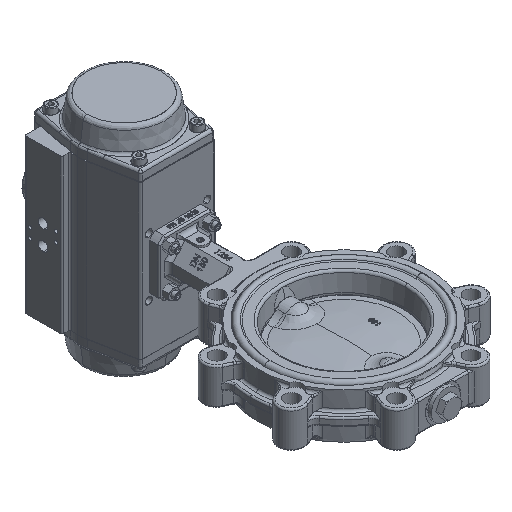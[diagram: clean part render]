
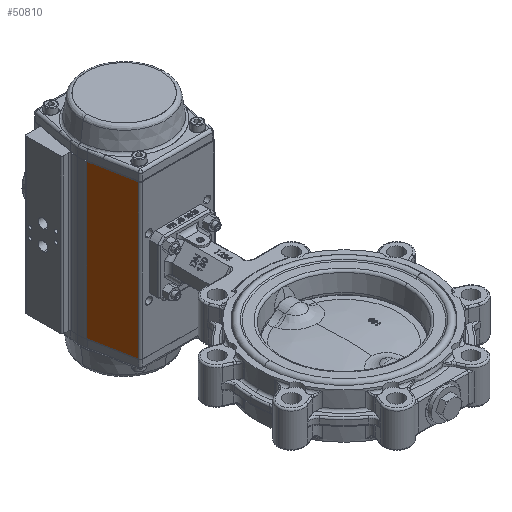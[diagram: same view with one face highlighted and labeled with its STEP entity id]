
A CAD part, isometric view. The second image highlights one B-rep face of the part: STEP entity #50810.
In plain terms, the highlighted planar face has unit normal (0.983, 0.185, 0).
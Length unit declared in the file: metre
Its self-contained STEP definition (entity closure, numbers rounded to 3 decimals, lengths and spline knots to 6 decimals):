
#1190 = DIRECTION ( 'NONE',  ( 0., 0., -1. ) ) ;
#1205 = LINE ( 'NONE', #25390, #36022 ) ;
#8552 = VERTEX_POINT ( 'NONE', #67950 ) ;
#9707 = FACE_OUTER_BOUND ( 'NONE', #34982, .T. ) ;
#16724 = EDGE_CURVE ( 'NONE', #8552, #55648, #32047, .T. ) ;
#21329 = DIRECTION ( 'NONE',  ( 0., 0., 1. ) ) ;
#22742 = VECTOR ( 'NONE', #21329, 1. ) ;
#22988 = CARTESIAN_POINT ( 'NONE',  ( -0.131049, 0.09516, 0.269002 ) ) ;
#25390 = CARTESIAN_POINT ( 'NONE',  ( -0.131049, 0.09516, 0.459002 ) ) ;
#27182 = CARTESIAN_POINT ( 'NONE',  ( -0.141098, 0.148585, 0.459002 ) ) ;
#30217 = EDGE_CURVE ( 'NONE', #74620, #74304, #31322, .T. ) ;
#30952 = CARTESIAN_POINT ( 'NONE',  ( -0.131049, 0.09516, 0.269002 ) ) ;
#31322 = LINE ( 'NONE', #66966, #38937 ) ;
#31482 = EDGE_CURVE ( 'NONE', #74304, #8552, #36498, .T. ) ;
#32047 = LINE ( 'NONE', #45497, #22742 ) ;
#34982 = EDGE_LOOP ( 'NONE', ( #75958, #47618, #46714, #74718 ) ) ;
#35063 = DIRECTION ( 'NONE',  ( -0.185, 0.983, 0. ) ) ;
#36022 = VECTOR ( 'NONE', #43607, 1. ) ;
#36498 = LINE ( 'NONE', #30952, #73319 ) ;
#38937 = VECTOR ( 'NONE', #1190, 1. ) ;
#43600 = DIRECTION ( 'NONE',  ( -0.185, 0.983, 0. ) ) ;
#43607 = DIRECTION ( 'NONE',  ( 0.185, -0.983, 0. ) ) ;
#44281 = EDGE_CURVE ( 'NONE', #55648, #74620, #1205, .T. ) ;
#45497 = CARTESIAN_POINT ( 'NONE',  ( -0.141098, 0.148585, 0.459002 ) ) ;
#46714 = ORIENTED_EDGE ( 'NONE', *, *, #16724, .T. ) ;
#47618 = ORIENTED_EDGE ( 'NONE', *, *, #31482, .T. ) ;
#50810 = ADVANCED_FACE ( 'NONE', ( #9707 ), #63990, .T. ) ;
#52885 = CARTESIAN_POINT ( 'NONE',  ( -0.131049, 0.09516, 0.459002 ) ) ;
#55648 = VERTEX_POINT ( 'NONE', #27182 ) ;
#63990 = PLANE ( 'NONE',  #65600 ) ;
#65600 = AXIS2_PLACEMENT_3D ( 'NONE', #52885, #77055, #35063 ) ;
#66966 = CARTESIAN_POINT ( 'NONE',  ( -0.131049, 0.09516, 0.459002 ) ) ;
#67950 = CARTESIAN_POINT ( 'NONE',  ( -0.141098, 0.148585, 0.269002 ) ) ;
#73319 = VECTOR ( 'NONE', #43600, 1. ) ;
#74304 = VERTEX_POINT ( 'NONE', #22988 ) ;
#74620 = VERTEX_POINT ( 'NONE', #78333 ) ;
#74718 = ORIENTED_EDGE ( 'NONE', *, *, #44281, .T. ) ;
#75958 = ORIENTED_EDGE ( 'NONE', *, *, #30217, .T. ) ;
#77055 = DIRECTION ( 'NONE',  ( 0.983, 0.185, 0. ) ) ;
#78333 = CARTESIAN_POINT ( 'NONE',  ( -0.131049, 0.09516, 0.459002 ) ) ;
